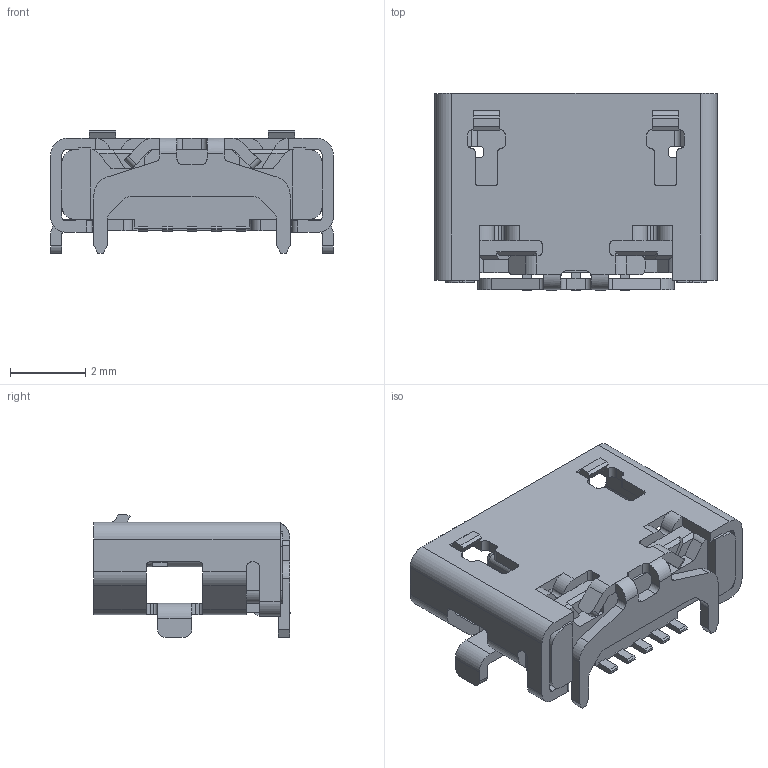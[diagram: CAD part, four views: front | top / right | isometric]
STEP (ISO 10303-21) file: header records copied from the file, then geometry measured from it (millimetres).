
FILE_DESCRIPTION(('CoCreate Modeling STEP Export'),'2;1');
FILE_NAME('010101010-135 全插式无翻边(带铁片铁壳镀镍刷金)(普通).stp','2017-11-09T16:16:09',(''),(''),'CoCreate Modeling STEP processor for AP214 (Solid Model)','CoCreate Modeling 16.00 13-May-2008 (C) Parametric Technology GmbH','');
FILE_SCHEMA(('AUTOMOTIVE_DESIGN { 1 0 10303 214 1 1 1 1 }'));
Length unit declared in the file: millimetre
Products named in the file (15): p1; p2; p3; p4; p5; p6; p7; p8; p9; p10; p11; p12; housing; )(普通).stp
Assembly tree (14 placements, depth 4):
  )(普通).stp
    housing
      housing
        p12
        p11
        p10
        p9
        p8
        p7
        p6
        p5
        p4
        p3
        p2
        p1
Bounding box: 7.5 x 5.22 x 3.25 mm (x, y, z)
Volume: 0 mm3; surface area: 263.5 mm2
Topology: 11 solids, 15 shells, 910 faces, 2605 edges, 1665 vertices
Faces by surface type: plane 599, cylinder 285, cone 12, bspline 9, torus 4, sphere 1
Entity records: 32024 total; most frequent: CARTESIAN_POINT 5805, ORIENTED_EDGE 5280, DIRECTION 4818, EDGE_CURVE 2604, VECTOR 1786, LINE 1786, VERTEX_POINT 1665, AXIS2_PLACEMENT_3D 1516
